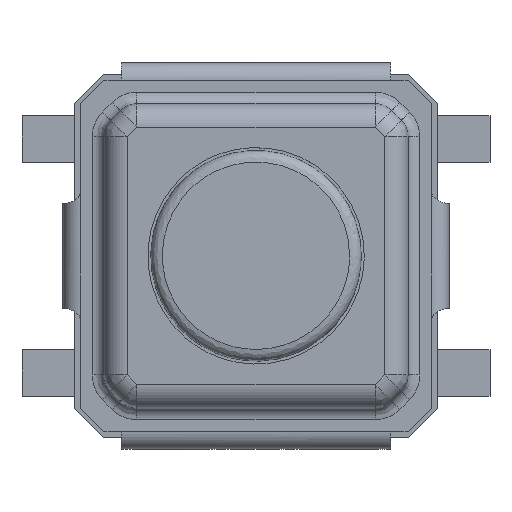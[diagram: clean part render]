
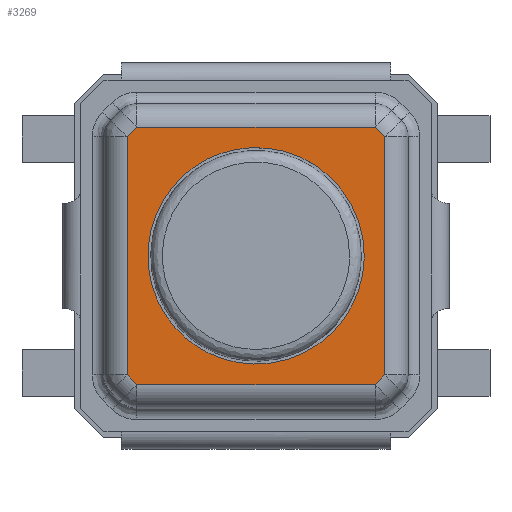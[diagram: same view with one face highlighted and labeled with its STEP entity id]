
A CAD part, top view. The second image highlights one B-rep face of the part: STEP entity #3269.
In plain terms, the highlighted free-form (B-spline) face has degree [1, 1] with [2, 2] control points.
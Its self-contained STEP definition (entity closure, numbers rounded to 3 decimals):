
#2202 = EDGE_CURVE('',#2203,#2203,#2205,.T.);
#2203 = VERTEX_POINT('',#2204);
#2204 = CARTESIAN_POINT('',(1.108,0.,
    1.438));
#2205 = ( BOUNDED_CURVE() B_SPLINE_CURVE(2,(#2206,#2207,#2208,#2209,
#2210,#2211,#2212),.UNSPECIFIED.,.T.,.F.) B_SPLINE_CURVE_WITH_KNOTS((1,2
    ,2,2,2,1),(-2.094,0.,2.094,4.189,
6.283,8.378),.UNSPECIFIED.) CURVE() 
GEOMETRIC_REPRESENTATION_ITEM() RATIONAL_B_SPLINE_CURVE((1.,0.5,1.,0.5,
1.,0.5,1.)) REPRESENTATION_ITEM('') );
#2206 = CARTESIAN_POINT('',(1.108,0.,1.438));
#2207 = CARTESIAN_POINT('',(1.108,1.92,1.438
    ));
#2208 = CARTESIAN_POINT('',(-0.554,0.96,
    1.438));
#2209 = CARTESIAN_POINT('',(-2.216,0.,
    1.438));
#2210 = CARTESIAN_POINT('',(-0.554,-0.96,
    1.438));
#2211 = CARTESIAN_POINT('',(1.108,-1.92,
    1.438));
#2212 = CARTESIAN_POINT('',(1.108,0.,1.438));
#3269 = ADVANCED_FACE('',(#3270,#3328),#3331,.T.);
#3270 = FACE_BOUND('',#3271,.T.);
#3271 = EDGE_LOOP('',(#3272,#3281,#3288,#3295,#3302,#3309,#3316,#3323));
#3272 = ORIENTED_EDGE('',*,*,#3273,.T.);
#3273 = EDGE_CURVE('',#3274,#3276,#3278,.T.);
#3274 = VERTEX_POINT('',#3275);
#3275 = CARTESIAN_POINT('',(-1.219,-1.318,1.438
    ));
#3276 = VERTEX_POINT('',#3277);
#3277 = CARTESIAN_POINT('',(1.219,-1.318,1.438)
  );
#3278 = B_SPLINE_CURVE_WITH_KNOTS('',1,(#3279,#3280),.UNSPECIFIED.,.F.,
  .F.,(2,2),(0.,2.034),.PIECEWISE_BEZIER_KNOTS.);
#3279 = CARTESIAN_POINT('',(-1.219,-1.318,1.438
    ));
#3280 = CARTESIAN_POINT('',(1.219,-1.318,1.438)
  );
#3281 = ORIENTED_EDGE('',*,*,#3282,.T.);
#3282 = EDGE_CURVE('',#3276,#3283,#3285,.T.);
#3283 = VERTEX_POINT('',#3284);
#3284 = CARTESIAN_POINT('',(1.318,-1.219,1.438)
  );
#3285 = B_SPLINE_CURVE_WITH_KNOTS('',1,(#3286,#3287),.UNSPECIFIED.,.F.,
  .F.,(2,2),(0.,0.117),.PIECEWISE_BEZIER_KNOTS.);
#3286 = CARTESIAN_POINT('',(1.219,-1.318,1.438)
  );
#3287 = CARTESIAN_POINT('',(1.318,-1.219,1.438)
  );
#3288 = ORIENTED_EDGE('',*,*,#3289,.T.);
#3289 = EDGE_CURVE('',#3283,#3290,#3292,.T.);
#3290 = VERTEX_POINT('',#3291);
#3291 = CARTESIAN_POINT('',(1.318,1.219,1.438)
  );
#3292 = B_SPLINE_CURVE_WITH_KNOTS('',1,(#3293,#3294),.UNSPECIFIED.,.F.,
  .F.,(2,2),(0.,2.034),.PIECEWISE_BEZIER_KNOTS.);
#3293 = CARTESIAN_POINT('',(1.318,-1.219,1.438)
  );
#3294 = CARTESIAN_POINT('',(1.318,1.219,1.438)
  );
#3295 = ORIENTED_EDGE('',*,*,#3296,.T.);
#3296 = EDGE_CURVE('',#3290,#3297,#3299,.T.);
#3297 = VERTEX_POINT('',#3298);
#3298 = CARTESIAN_POINT('',(1.219,1.318,1.438)
  );
#3299 = B_SPLINE_CURVE_WITH_KNOTS('',1,(#3300,#3301),.UNSPECIFIED.,.F.,
  .F.,(2,2),(0.,0.117),.PIECEWISE_BEZIER_KNOTS.);
#3300 = CARTESIAN_POINT('',(1.318,1.219,1.438)
  );
#3301 = CARTESIAN_POINT('',(1.219,1.318,1.438)
  );
#3302 = ORIENTED_EDGE('',*,*,#3303,.T.);
#3303 = EDGE_CURVE('',#3297,#3304,#3306,.T.);
#3304 = VERTEX_POINT('',#3305);
#3305 = CARTESIAN_POINT('',(-1.219,1.318,1.438)
  );
#3306 = B_SPLINE_CURVE_WITH_KNOTS('',1,(#3307,#3308),.UNSPECIFIED.,.F.,
  .F.,(2,2),(0.,2.034),.PIECEWISE_BEZIER_KNOTS.);
#3307 = CARTESIAN_POINT('',(1.219,1.318,1.438)
  );
#3308 = CARTESIAN_POINT('',(-1.219,1.318,1.438)
  );
#3309 = ORIENTED_EDGE('',*,*,#3310,.T.);
#3310 = EDGE_CURVE('',#3304,#3311,#3313,.T.);
#3311 = VERTEX_POINT('',#3312);
#3312 = CARTESIAN_POINT('',(-1.318,1.219,1.438)
  );
#3313 = B_SPLINE_CURVE_WITH_KNOTS('',1,(#3314,#3315),.UNSPECIFIED.,.F.,
  .F.,(2,2),(0.,0.117),.PIECEWISE_BEZIER_KNOTS.);
#3314 = CARTESIAN_POINT('',(-1.219,1.318,1.438)
  );
#3315 = CARTESIAN_POINT('',(-1.318,1.219,1.438)
  );
#3316 = ORIENTED_EDGE('',*,*,#3317,.T.);
#3317 = EDGE_CURVE('',#3311,#3318,#3320,.T.);
#3318 = VERTEX_POINT('',#3319);
#3319 = CARTESIAN_POINT('',(-1.318,-1.219,1.438
    ));
#3320 = B_SPLINE_CURVE_WITH_KNOTS('',1,(#3321,#3322),.UNSPECIFIED.,.F.,
  .F.,(2,2),(0.,2.034),.PIECEWISE_BEZIER_KNOTS.);
#3321 = CARTESIAN_POINT('',(-1.318,1.219,1.438)
  );
#3322 = CARTESIAN_POINT('',(-1.318,-1.219,1.438
    ));
#3323 = ORIENTED_EDGE('',*,*,#3324,.T.);
#3324 = EDGE_CURVE('',#3318,#3274,#3325,.T.);
#3325 = B_SPLINE_CURVE_WITH_KNOTS('',1,(#3326,#3327),.UNSPECIFIED.,.F.,
  .F.,(2,2),(0.,0.117),.PIECEWISE_BEZIER_KNOTS.);
#3326 = CARTESIAN_POINT('',(-1.318,-1.219,1.438
    ));
#3327 = CARTESIAN_POINT('',(-1.219,-1.318,1.438
    ));
#3328 = FACE_BOUND('',#3329,.T.);
#3329 = EDGE_LOOP('',(#3330));
#3330 = ORIENTED_EDGE('',*,*,#2202,.F.);
#3331 = B_SPLINE_SURFACE_WITH_KNOTS('',1,1,(
    (#3332,#3333)
    ,(#3334,#3335
    )),.UNSPECIFIED.,.F.,.F.,.F.,(2,2),(2,2),(-1.1,1.1),(-1.1,1.1),
  .PIECEWISE_BEZIER_KNOTS.);
#3332 = CARTESIAN_POINT('',(-1.318,-1.318,
    1.438));
#3333 = CARTESIAN_POINT('',(-1.318,1.318,
    1.438));
#3334 = CARTESIAN_POINT('',(1.318,-1.318,
    1.438));
#3335 = CARTESIAN_POINT('',(1.318,1.318,1.438
    ));
